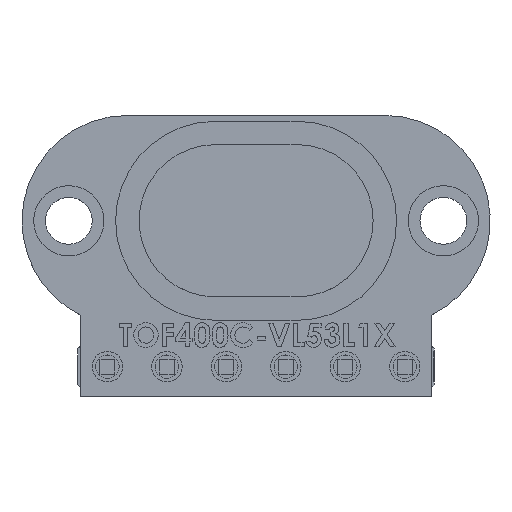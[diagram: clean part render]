
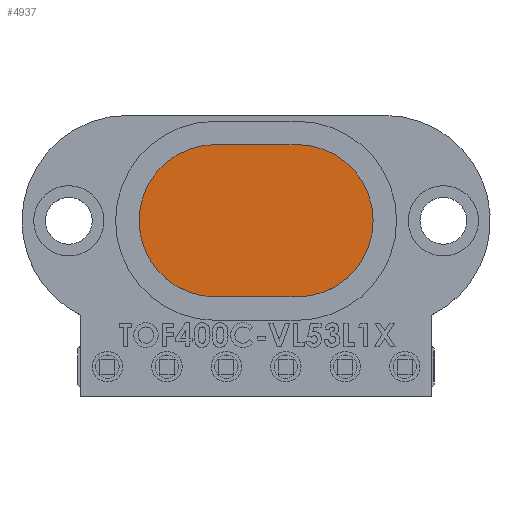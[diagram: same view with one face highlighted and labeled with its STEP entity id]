
A CAD part, top view. The second image highlights one B-rep face of the part: STEP entity #4937.
In plain terms, the highlighted planar face has unit normal (0, 0, 1).
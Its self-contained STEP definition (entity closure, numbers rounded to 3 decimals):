
#1519 = DIRECTION ( 'NONE',  ( 1., 0., 0. ) ) ;
#2250 = DIRECTION ( 'NONE',  ( 1., 0., 0. ) ) ;
#2253 = VERTEX_POINT ( 'NONE', #31395 ) ;
#3176 = DIRECTION ( 'NONE',  ( 0., 0., 1. ) ) ;
#3221 = CIRCLE ( 'NONE', #26931, 3.25 ) ;
#3307 = VERTEX_POINT ( 'NONE', #3338 ) ;
#3338 = CARTESIAN_POINT ( 'NONE',  ( -54.664, 3.722, 26.347 ) ) ;
#4423 = DIRECTION ( 'NONE',  ( 0., 0., 1. ) ) ;
#4452 = CARTESIAN_POINT ( 'NONE',  ( -51.414, 0.472, 26.347 ) ) ;
#4853 = DIRECTION ( 'NONE',  ( 1., 0., 0. ) ) ;
#4937 = ADVANCED_FACE ( 'NONE', ( #30488 ), #13940, .T. ) ;
#5391 = CARTESIAN_POINT ( 'NONE',  ( -47.914, 3.722, 26.347 ) ) ;
#5510 = VERTEX_POINT ( 'NONE', #36327 ) ;
#6317 = DIRECTION ( 'NONE',  ( 1., 0., 0. ) ) ;
#6322 = AXIS2_PLACEMENT_3D ( 'NONE', #5391, #13035, #4853 ) ;
#6862 = CARTESIAN_POINT ( 'NONE',  ( -51.414, 3.722, 26.347 ) ) ;
#9774 = ORIENTED_EDGE ( 'NONE', *, *, #10822, .T. ) ;
#10469 = LINE ( 'NONE', #13250, #34905 ) ;
#10822 = EDGE_CURVE ( 'NONE', #11546, #3307, #3221, .T. ) ;
#11546 = VERTEX_POINT ( 'NONE', #32854 ) ;
#13035 = DIRECTION ( 'NONE',  ( 0., 0., 1. ) ) ;
#13250 = CARTESIAN_POINT ( 'NONE',  ( -47.914, 6.972, 26.347 ) ) ;
#13940 = PLANE ( 'NONE',  #15664 ) ;
#13970 = CARTESIAN_POINT ( 'NONE',  ( -47.914, 6.972, 26.347 ) ) ;
#14143 = EDGE_CURVE ( 'NONE', #16388, #11546, #10469, .T. ) ;
#14548 = EDGE_CURVE ( 'NONE', #5510, #2253, #32687, .T. ) ;
#15664 = AXIS2_PLACEMENT_3D ( 'NONE', #21907, #19297, #2250 ) ;
#15976 = ORIENTED_EDGE ( 'NONE', *, *, #33471, .T. ) ;
#16388 = VERTEX_POINT ( 'NONE', #13970 ) ;
#19297 = DIRECTION ( 'NONE',  ( 0., 0., 1. ) ) ;
#20462 = ORIENTED_EDGE ( 'NONE', *, *, #14548, .T. ) ;
#21694 = DIRECTION ( 'NONE',  ( 1., 0., 0. ) ) ;
#21710 = CIRCLE ( 'NONE', #6322, 3.25 ) ;
#21907 = CARTESIAN_POINT ( 'NONE',  ( -51.414, 3.722, 26.347 ) ) ;
#24565 = DIRECTION ( 'NONE',  ( -1., 0., 0. ) ) ;
#26895 = AXIS2_PLACEMENT_3D ( 'NONE', #6862, #3176, #6317 ) ;
#26931 = AXIS2_PLACEMENT_3D ( 'NONE', #30083, #4423, #21694 ) ;
#30083 = CARTESIAN_POINT ( 'NONE',  ( -51.414, 3.722, 26.347 ) ) ;
#30488 = FACE_OUTER_BOUND ( 'NONE', #33630, .T. ) ;
#30842 = EDGE_CURVE ( 'NONE', #3307, #5510, #34005, .T. ) ;
#31395 = CARTESIAN_POINT ( 'NONE',  ( -47.914, 0.472, 26.347 ) ) ;
#32576 = VECTOR ( 'NONE', #1519, 1000. ) ;
#32687 = LINE ( 'NONE', #4452, #32576 ) ;
#32854 = CARTESIAN_POINT ( 'NONE',  ( -51.414, 6.972, 26.347 ) ) ;
#33471 = EDGE_CURVE ( 'NONE', #2253, #16388, #21710, .T. ) ;
#33499 = ORIENTED_EDGE ( 'NONE', *, *, #30842, .T. ) ;
#33630 = EDGE_LOOP ( 'NONE', ( #9774, #33499, #20462, #15976, #35247 ) ) ;
#34005 = CIRCLE ( 'NONE', #26895, 3.25 ) ;
#34905 = VECTOR ( 'NONE', #24565, 1000. ) ;
#35247 = ORIENTED_EDGE ( 'NONE', *, *, #14143, .T. ) ;
#36327 = CARTESIAN_POINT ( 'NONE',  ( -51.414, 0.472, 26.347 ) ) ;
